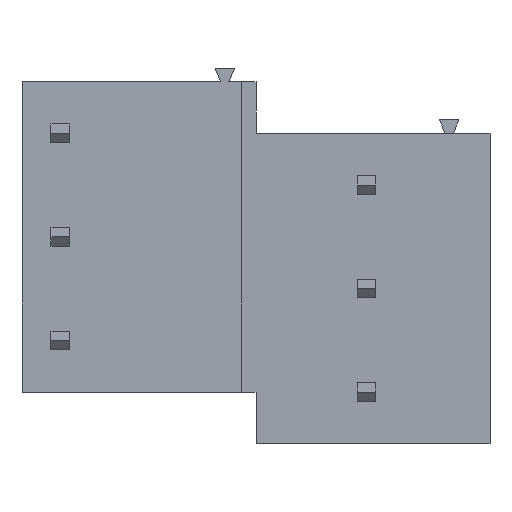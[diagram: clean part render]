
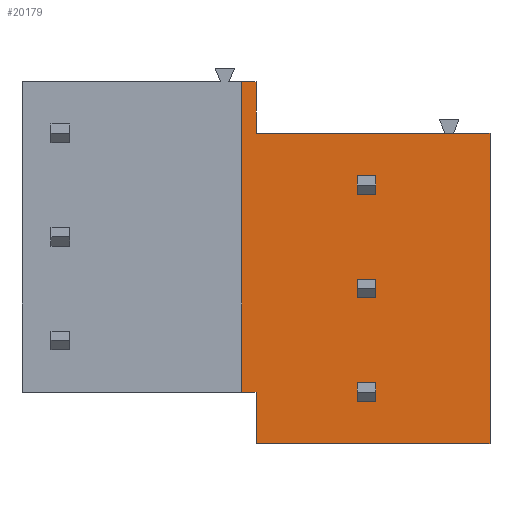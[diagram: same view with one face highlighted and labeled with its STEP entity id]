
A CAD part, front view. The second image highlights one B-rep face of the part: STEP entity #20179.
In plain terms, the highlighted planar face has unit normal (0, -1, 0).
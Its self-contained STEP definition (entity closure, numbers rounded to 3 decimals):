
#4690=ORIENTED_EDGE('',*,*,#5553,.F.);
#4691=ORIENTED_EDGE('',*,*,#5547,.F.);
#4692=ORIENTED_EDGE('',*,*,#5536,.F.);
#4693=ORIENTED_EDGE('',*,*,#5534,.F.);
#4694=ORIENTED_EDGE('',*,*,#6917,.F.);
#4695=ORIENTED_EDGE('',*,*,#5521,.F.);
#4696=ORIENTED_EDGE('',*,*,#5518,.F.);
#4697=ORIENTED_EDGE('',*,*,#5556,.F.);
#4698=ORIENTED_EDGE('',*,*,#6918,.F.);
#4699=ORIENTED_EDGE('',*,*,#6919,.T.);
#4700=ORIENTED_EDGE('',*,*,#6920,.F.);
#4701=ORIENTED_EDGE('',*,*,#6921,.F.);
#4702=ORIENTED_EDGE('',*,*,#6922,.F.);
#4703=ORIENTED_EDGE('',*,*,#6923,.T.);
#4704=ORIENTED_EDGE('',*,*,#6924,.F.);
#4705=ORIENTED_EDGE('',*,*,#6925,.F.);
#4706=ORIENTED_EDGE('',*,*,#6926,.F.);
#4707=ORIENTED_EDGE('',*,*,#6927,.T.);
#4708=ORIENTED_EDGE('',*,*,#6928,.F.);
#4709=ORIENTED_EDGE('',*,*,#6929,.F.);
#5518=EDGE_CURVE('',#7560,#7561,#9066,.T.);
#5521=EDGE_CURVE('',#7561,#7562,#9069,.T.);
#5534=EDGE_CURVE('',#7566,#7567,#9082,.T.);
#5536=EDGE_CURVE('',#7567,#7568,#9084,.T.);
#5547=EDGE_CURVE('',#7568,#7574,#9095,.T.);
#5553=EDGE_CURVE('',#7574,#7575,#9101,.T.);
#5556=EDGE_CURVE('',#7575,#7560,#9104,.T.);
#6917=EDGE_CURVE('',#7562,#7566,#10189,.T.);
#6918=EDGE_CURVE('',#8382,#8383,#10190,.T.);
#6919=EDGE_CURVE('',#8382,#8384,#10191,.T.);
#6920=EDGE_CURVE('',#8385,#8384,#10192,.T.);
#6921=EDGE_CURVE('',#8383,#8385,#10193,.T.);
#6922=EDGE_CURVE('',#8386,#8387,#10194,.T.);
#6923=EDGE_CURVE('',#8386,#8388,#10195,.T.);
#6924=EDGE_CURVE('',#8389,#8388,#10196,.T.);
#6925=EDGE_CURVE('',#8387,#8389,#10197,.T.);
#6926=EDGE_CURVE('',#8390,#8391,#10198,.T.);
#6927=EDGE_CURVE('',#8390,#8392,#10199,.T.);
#6928=EDGE_CURVE('',#8393,#8392,#10200,.T.);
#6929=EDGE_CURVE('',#8391,#8393,#10201,.T.);
#7560=VERTEX_POINT('',#26550);
#7561=VERTEX_POINT('',#26552);
#7562=VERTEX_POINT('',#26557);
#7566=VERTEX_POINT('',#26578);
#7567=VERTEX_POINT('',#26580);
#7568=VERTEX_POINT('',#26584);
#7574=VERTEX_POINT('',#26605);
#7575=VERTEX_POINT('',#26613);
#8382=VERTEX_POINT('',#29523);
#8383=VERTEX_POINT('',#29524);
#8384=VERTEX_POINT('',#29526);
#8385=VERTEX_POINT('',#29528);
#8386=VERTEX_POINT('',#29531);
#8387=VERTEX_POINT('',#29532);
#8388=VERTEX_POINT('',#29534);
#8389=VERTEX_POINT('',#29536);
#8390=VERTEX_POINT('',#29539);
#8391=VERTEX_POINT('',#29540);
#8392=VERTEX_POINT('',#29542);
#8393=VERTEX_POINT('',#29544);
#9066=LINE('',#26551,#10889);
#9069=LINE('',#26556,#10892);
#9082=LINE('',#26579,#10905);
#9084=LINE('',#26583,#10907);
#9095=LINE('',#26604,#10918);
#9101=LINE('',#26612,#10924);
#9104=LINE('',#26617,#10927);
#10189=LINE('',#29521,#12012);
#10190=LINE('',#29522,#12013);
#10191=LINE('',#29525,#12014);
#10192=LINE('',#29527,#12015);
#10193=LINE('',#29529,#12016);
#10194=LINE('',#29530,#12017);
#10195=LINE('',#29533,#12018);
#10196=LINE('',#29535,#12019);
#10197=LINE('',#29537,#12020);
#10198=LINE('',#29538,#12021);
#10199=LINE('',#29541,#12022);
#10200=LINE('',#29543,#12023);
#10201=LINE('',#29545,#12024);
#10889=VECTOR('',#22161,1000.);
#10892=VECTOR('',#22166,1000.);
#10905=VECTOR('',#22189,1000.);
#10907=VECTOR('',#22193,1000.);
#10918=VECTOR('',#22212,1000.);
#10924=VECTOR('',#22220,1000.);
#10927=VECTOR('',#22225,1000.);
#12012=VECTOR('',#24924,1000.);
#12013=VECTOR('',#24925,1000.);
#12014=VECTOR('',#24926,1000.);
#12015=VECTOR('',#24927,1000.);
#12016=VECTOR('',#24928,1000.);
#12017=VECTOR('',#24929,1000.);
#12018=VECTOR('',#24930,1000.);
#12019=VECTOR('',#24931,1000.);
#12020=VECTOR('',#24932,1000.);
#12021=VECTOR('',#24933,1000.);
#12022=VECTOR('',#24934,1000.);
#12023=VECTOR('',#24935,1000.);
#12024=VECTOR('',#24936,1000.);
#12912=EDGE_LOOP('',(#4690,#4691,#4692,#4693,#4694,#4695,#4696,#4697));
#12913=EDGE_LOOP('',(#4698,#4699,#4700,#4701));
#12914=EDGE_LOOP('',(#4702,#4703,#4704,#4705));
#12915=EDGE_LOOP('',(#4706,#4707,#4708,#4709));
#13792=FACE_BOUND('',#12912,.T.);
#13793=FACE_BOUND('',#12913,.T.);
#13794=FACE_BOUND('',#12914,.T.);
#13795=FACE_BOUND('',#12915,.T.);
#14389=PLANE('',#21178);
#20179=ADVANCED_FACE('',(#13792,#13793,#13794,#13795),#14389,.F.);
#21178=AXIS2_PLACEMENT_3D('',#29520,#24922,#24923);
#22161=DIRECTION('',(0.,0.,1.));
#22166=DIRECTION('',(-1.,0.,0.));
#22189=DIRECTION('',(1.,0.,0.));
#22193=DIRECTION('',(0.,0.,-1.));
#22212=DIRECTION('',(1.,0.,0.));
#22220=DIRECTION('',(0.,0.,-1.));
#22225=DIRECTION('',(-1.,0.,0.));
#24922=DIRECTION('',(0.,1.,0.));
#24923=DIRECTION('',(0.,0.,1.));
#24924=DIRECTION('',(0.,0.,1.));
#24925=DIRECTION('',(1.,0.,0.));
#24926=DIRECTION('',(0.,0.,1.));
#24927=DIRECTION('',(-1.,0.,0.));
#24928=DIRECTION('',(0.,0.,1.));
#24929=DIRECTION('',(1.,0.,0.));
#24930=DIRECTION('',(0.,0.,1.));
#24931=DIRECTION('',(-1.,0.,0.));
#24932=DIRECTION('',(0.,0.,1.));
#24933=DIRECTION('',(1.,0.,0.));
#24934=DIRECTION('',(0.,0.,1.));
#24935=DIRECTION('',(-1.,0.,0.));
#24936=DIRECTION('',(0.,0.,1.));
#26550=CARTESIAN_POINT('',(0.,-16.3,0.));
#26551=CARTESIAN_POINT('',(0.,-16.3,0.));
#26552=CARTESIAN_POINT('',(0.,-16.3,2.5));
#26556=CARTESIAN_POINT('',(0.,-16.3,2.5));
#26557=CARTESIAN_POINT('',(-0.7,-16.3,2.5));
#26578=CARTESIAN_POINT('',(-0.7,-16.3,17.5));
#26579=CARTESIAN_POINT('',(0.,-16.3,17.5));
#26580=CARTESIAN_POINT('',(0.,-16.3,17.5));
#26583=CARTESIAN_POINT('',(0.,-16.3,17.5));
#26584=CARTESIAN_POINT('',(0.,-16.3,15.));
#26604=CARTESIAN_POINT('',(0.,-16.3,15.));
#26605=CARTESIAN_POINT('',(11.3,-16.3,15.));
#26612=CARTESIAN_POINT('',(11.3,-16.3,0.));
#26613=CARTESIAN_POINT('',(11.3,-16.3,0.));
#26617=CARTESIAN_POINT('',(11.3,-16.3,0.));
#29520=CARTESIAN_POINT('',(0.,-16.3,0.));
#29521=CARTESIAN_POINT('',(-0.7,-16.3,17.5));
#29522=CARTESIAN_POINT('',(-9.11,-16.3,2.054));
#29523=CARTESIAN_POINT('',(4.88,-16.3,2.054));
#29524=CARTESIAN_POINT('',(5.78,-16.3,2.054));
#29525=CARTESIAN_POINT('',(4.88,-16.3,-0.996));
#29526=CARTESIAN_POINT('',(4.88,-16.3,2.954));
#29527=CARTESIAN_POINT('',(-9.11,-16.3,2.954));
#29528=CARTESIAN_POINT('',(5.78,-16.3,2.954));
#29529=CARTESIAN_POINT('',(5.78,-16.3,-0.996));
#29530=CARTESIAN_POINT('',(-9.11,-16.3,12.054));
#29531=CARTESIAN_POINT('',(4.88,-16.3,12.054));
#29532=CARTESIAN_POINT('',(5.78,-16.3,12.054));
#29533=CARTESIAN_POINT('',(4.88,-16.3,9.004));
#29534=CARTESIAN_POINT('',(4.88,-16.3,12.954));
#29535=CARTESIAN_POINT('',(-9.11,-16.3,12.954));
#29536=CARTESIAN_POINT('',(5.78,-16.3,12.954));
#29537=CARTESIAN_POINT('',(5.78,-16.3,9.004));
#29538=CARTESIAN_POINT('',(-9.11,-16.3,7.054));
#29539=CARTESIAN_POINT('',(4.88,-16.3,7.054));
#29540=CARTESIAN_POINT('',(5.78,-16.3,7.054));
#29541=CARTESIAN_POINT('',(4.88,-16.3,4.004));
#29542=CARTESIAN_POINT('',(4.88,-16.3,7.954));
#29543=CARTESIAN_POINT('',(-9.11,-16.3,7.954));
#29544=CARTESIAN_POINT('',(5.78,-16.3,7.954));
#29545=CARTESIAN_POINT('',(5.78,-16.3,4.004));
